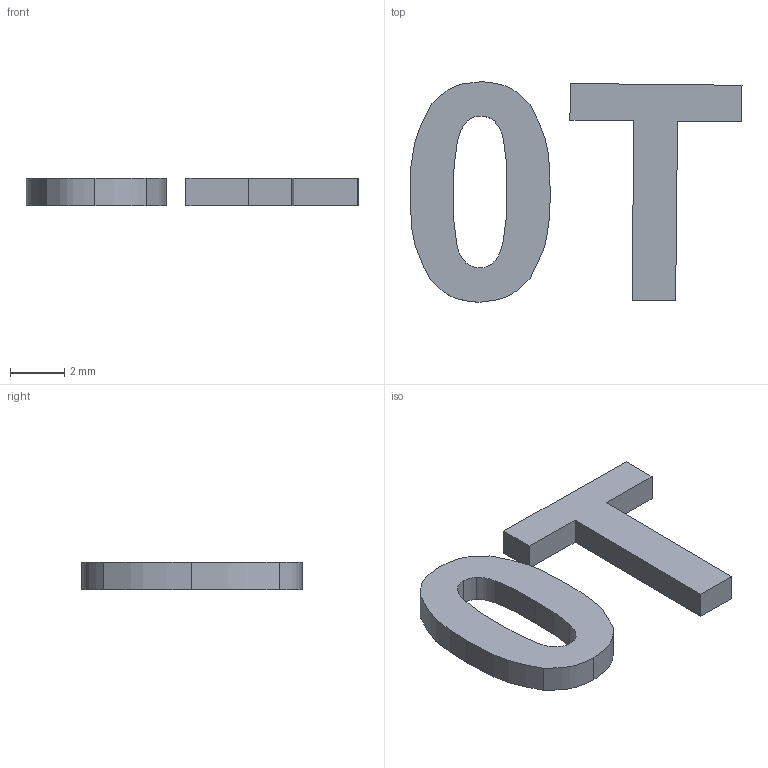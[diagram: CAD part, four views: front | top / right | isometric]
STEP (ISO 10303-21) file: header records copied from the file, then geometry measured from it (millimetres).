
FILE_DESCRIPTION(/* description */ ('','CAx-IF Rec.Pracs.---Representation and Presentation of Product Manufacturing Information (PMI)---4.0---2014-10-13'),/* implementation_level */ '2;1');
FILE_NAME(/* name */ 'Tool Number Names v1.step',/* time_stamp */ '2025-03-18T18:20:32+01:00',/* author */ (''),/* organization */ (''),/* preprocessor_version */ 'ST-DEVELOPER v20',/* originating_system */ 'Autodesk Translation Framework v13.20.0.188',/* authorisation */ '');
FILE_SCHEMA (('AP242_MANAGED_MODEL_BASED_3D_ENGINEERING_MIM_LF { 1 0 10303 442 1 1 4 }'));
Length unit declared in the file: millimetre
Products named in the file (2): Tool Number Names; T0 Name
Assembly tree (1 placements, depth 2):
  Tool Number Names
    T0 Name
Bounding box: 12.29 x 8.17 x 1 mm (x, y, z)
Volume: 45 mm3; surface area: 153.6 mm2
Topology: 2 solids, 2 shells, 32 faces, 84 edges, 56 vertices
Faces by surface type: bspline 20, plane 12
Entity records: 1240 total; most frequent: CARTESIAN_POINT 516, ORIENTED_EDGE 168, EDGE_CURVE 84, DIRECTION 76, VERTEX_POINT 56, LINE 44, VECTOR 44, B_SPLINE_CURVE_WITH_KNOTS 40
